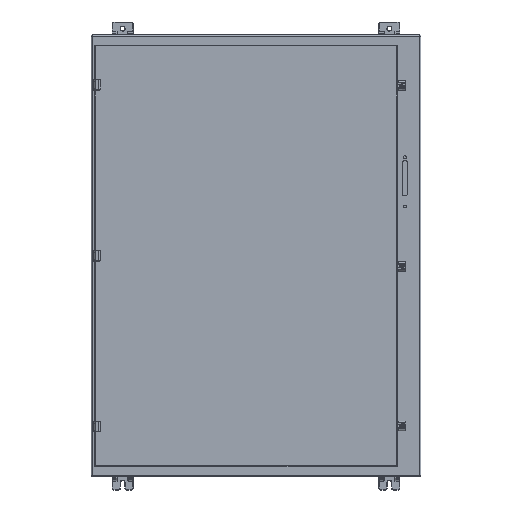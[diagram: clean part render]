
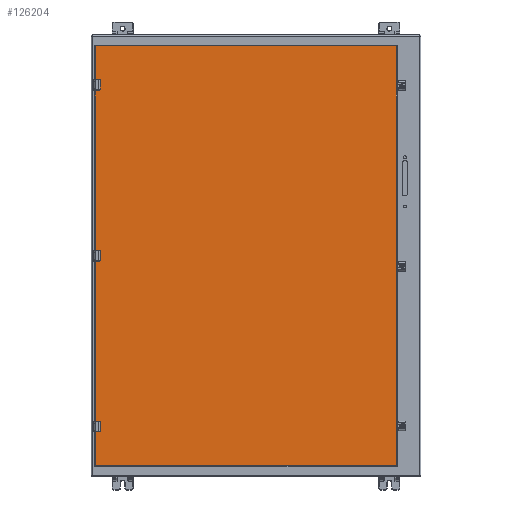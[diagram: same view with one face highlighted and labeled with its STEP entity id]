
A CAD part, top view. The second image highlights one B-rep face of the part: STEP entity #126204.
In plain terms, the highlighted planar face has unit normal (0, 0, 1).
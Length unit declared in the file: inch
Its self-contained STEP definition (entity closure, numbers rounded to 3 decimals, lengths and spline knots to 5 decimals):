
#1974 = FACE_OUTER_BOUND ( 'NONE', #5323, .T. ) ;
#5323 = EDGE_LOOP ( 'NONE', ( #124054, #61841, #110934, #121941 ) ) ;
#7318 = EDGE_CURVE ( 'NONE', #84930, #115237, #54958, .T. ) ;
#16182 = VERTEX_POINT ( 'NONE', #35172 ) ;
#23295 = VECTOR ( 'NONE', #113727, 39.37008 ) ;
#23651 = CARTESIAN_POINT ( 'NONE',  ( -15.28376, -19.95263, 7.068 ) ) ;
#29295 = EDGE_CURVE ( 'NONE', #16182, #72907, #69644, .T. ) ;
#35172 = CARTESIAN_POINT ( 'NONE',  ( 13.35876, 19.95263, 7.068 ) ) ;
#37074 = CARTESIAN_POINT ( 'NONE',  ( 0., 19.95263, 7.068 ) ) ;
#41096 = CARTESIAN_POINT ( 'NONE',  ( -15.28376, 19.95263, 7.068 ) ) ;
#45523 = DIRECTION ( 'NONE',  ( 1., 0., 0. ) ) ;
#51276 = VECTOR ( 'NONE', #45523, 39.37008 ) ;
#54760 = EDGE_CURVE ( 'NONE', #72907, #84930, #82528, .T. ) ;
#54958 = LINE ( 'NONE', #141762, #51276 ) ;
#55553 = DIRECTION ( 'NONE',  ( 1., 0., 0. ) ) ;
#61841 = ORIENTED_EDGE ( 'NONE', *, *, #7318, .T. ) ;
#69644 = LINE ( 'NONE', #37074, #23295 ) ;
#70298 = CARTESIAN_POINT ( 'NONE',  ( -15.28376, 0., 7.068 ) ) ;
#72907 = VERTEX_POINT ( 'NONE', #41096 ) ;
#73704 = DIRECTION ( 'NONE',  ( 0., 1., 0. ) ) ;
#74416 = LINE ( 'NONE', #128653, #137109 ) ;
#82528 = LINE ( 'NONE', #70298, #117509 ) ;
#84930 = VERTEX_POINT ( 'NONE', #23651 ) ;
#88106 = CARTESIAN_POINT ( 'NONE',  ( 0., 0., 7.068 ) ) ;
#102839 = CARTESIAN_POINT ( 'NONE',  ( 13.35876, -19.95263, 7.068 ) ) ;
#110934 = ORIENTED_EDGE ( 'NONE', *, *, #115785, .T. ) ;
#113727 = DIRECTION ( 'NONE',  ( -1., 0., 0. ) ) ;
#115237 = VERTEX_POINT ( 'NONE', #102839 ) ;
#115785 = EDGE_CURVE ( 'NONE', #115237, #16182, #74416, .T. ) ;
#117509 = VECTOR ( 'NONE', #135382, 39.37008 ) ;
#121941 = ORIENTED_EDGE ( 'NONE', *, *, #29295, .T. ) ;
#122087 = PLANE ( 'NONE',  #138099 ) ;
#124054 = ORIENTED_EDGE ( 'NONE', *, *, #54760, .T. ) ;
#126204 = ADVANCED_FACE ( 'NONE', ( #1974 ), #122087, .T. ) ;
#128653 = CARTESIAN_POINT ( 'NONE',  ( 13.35876, 0., 7.068 ) ) ;
#132930 = DIRECTION ( 'NONE',  ( 0., 0., 1. ) ) ;
#135382 = DIRECTION ( 'NONE',  ( 0., -1., 0. ) ) ;
#137109 = VECTOR ( 'NONE', #73704, 39.37008 ) ;
#138099 = AXIS2_PLACEMENT_3D ( 'NONE', #88106, #132930, #55553 ) ;
#141762 = CARTESIAN_POINT ( 'NONE',  ( 0., -19.95263, 7.068 ) ) ;
